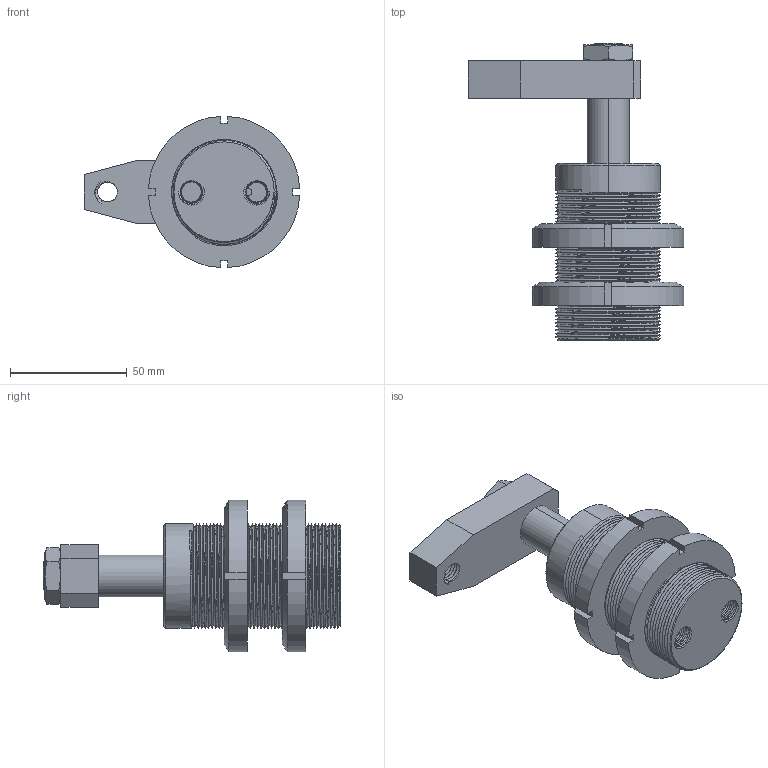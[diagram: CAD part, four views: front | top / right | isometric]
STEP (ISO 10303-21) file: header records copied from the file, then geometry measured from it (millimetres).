
FILE_DESCRIPTION (( 'STEP AP203' ), '1' );
FILE_NAME ('chs-tb25s_asm.STEP', '2019-04-17T08:06:55', ( '' ), ( '' ), 'SwSTEP 2.0', 'SolidWorks 2017', '' );
FILE_SCHEMA (( 'CONFIG_CONTROL_DESIGN' ));
Length unit declared in the file: millimetre
Products named in the file (6): CHS-TB25-03_1; chs-tb25s_asm; M14_3; CHS-TB25-04_1; CHS-25S-01_3; CHS-25S-02_3_1
Assembly tree (6 placements, depth 2):
  chs-tb25s_asm
    CHS-TB25-03_1
    CHS-TB25-04_1  x2
    CHS-25S-02_3_1
    CHS-25S-01_3
    M14_3
Bounding box: 92.47 x 127.5 x 64.93 mm (x, y, z)
Volume: 174236.9 mm3; surface area: 61039.2 mm2
Topology: 7 solids, 7 shells, 401 faces, 1342 edges, 958 vertices
Faces by surface type: cylinder 187, plane 76, cone 75, bspline 63
Entity records: 57238 total; most frequent: CARTESIAN_POINT 47519, ORIENTED_EDGE 2446, EDGE_CURVE 1223, DIRECTION 1103, VERTEX_POINT 883, B_SPLINE_CURVE_WITH_KNOTS 818, AXIS2_PLACEMENT_3D 391, EDGE_LOOP 380
